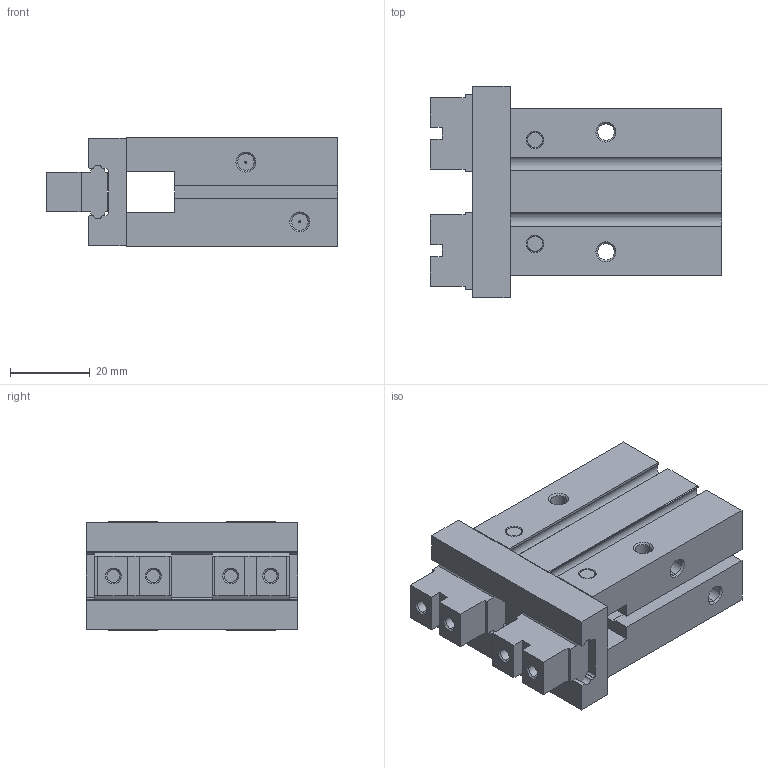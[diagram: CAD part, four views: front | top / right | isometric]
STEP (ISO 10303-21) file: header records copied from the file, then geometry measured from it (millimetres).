
FILE_DESCRIPTION (( 'STEP AP203' ), '1' );
FILE_NAME ('KP20MD-MB.step', '2017-07-18T20:19:28', ( '' ), ( '' ), 'SwSTEP 2.0', 'SolidWorks 2017', '' );
FILE_SCHEMA (( 'CONFIG_CONTROL_DESIGN' ));
Length unit declared in the file: millimetre
Products named in the file (4): KP20MD-MB-1; KP20MD-MB-2; KP20MD-MB-3; KP20MD-MB
Assembly tree (3 placements, depth 2):
  KP20MD-MB
    KP20MD-MB-1
    KP20MD-MB-2
    KP20MD-MB-3
Bounding box: 73 x 53 x 27.5 mm (x, y, z)
Volume: 63126.5 mm3; surface area: 21581.5 mm2
Topology: 3 solids, 3 shells, 246 faces, 618 edges, 394 vertices
Faces by surface type: plane 128, cylinder 64, cone 54
Entity records: 7860 total; most frequent: CARTESIAN_POINT 1558, ORIENTED_EDGE 1236, DIRECTION 1222, EDGE_CURVE 618, AXIS2_PLACEMENT_3D 450, VERTEX_POINT 394, LINE 322, VECTOR 322
